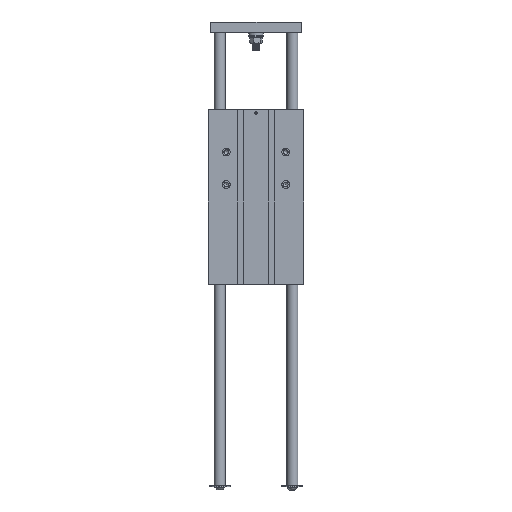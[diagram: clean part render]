
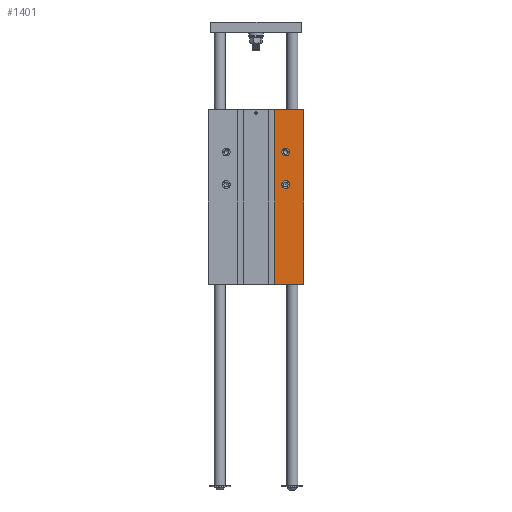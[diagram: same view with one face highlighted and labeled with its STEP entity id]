
A CAD part, front view. The second image highlights one B-rep face of the part: STEP entity #1401.
In plain terms, the highlighted planar face has unit normal (0, -1, 0).
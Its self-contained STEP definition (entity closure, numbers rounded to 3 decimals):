
#531 = ORIENTED_EDGE ( 'NONE', *, *, #20113, .F. ) ;
#1290 = VECTOR ( 'NONE', #11675, 1000. ) ;
#1401 = ADVANCED_FACE ( 'NONE', ( #27932, #9521, #9195 ), #14831, .T. ) ;
#1617 = CARTESIAN_POINT ( 'NONE',  ( 27.1, -35., -250. ) ) ;
#1761 = CIRCLE ( 'NONE', #26443, 5.5 ) ;
#2167 = CARTESIAN_POINT ( 'NONE',  ( 68., -35., 0. ) ) ;
#2488 = EDGE_CURVE ( 'NONE', #16780, #9204, #30891, .T. ) ;
#2531 = VERTEX_POINT ( 'NONE', #23488 ) ;
#2897 = VERTEX_POINT ( 'NONE', #19175 ) ;
#4362 = VERTEX_POINT ( 'NONE', #19284 ) ;
#5168 = VECTOR ( 'NONE', #12757, 1000. ) ;
#6672 = CARTESIAN_POINT ( 'NONE',  ( -68.5, -35., 0. ) ) ;
#7346 = DIRECTION ( 'NONE',  ( 0., 0., -1. ) ) ;
#8090 = ORIENTED_EDGE ( 'NONE', *, *, #25294, .F. ) ;
#9105 = LINE ( 'NONE', #19736, #1290 ) ;
#9195 = FACE_OUTER_BOUND ( 'NONE', #26852, .T. ) ;
#9204 = VERTEX_POINT ( 'NONE', #2167 ) ;
#9521 = FACE_BOUND ( 'NONE', #29502, .T. ) ;
#10381 = CARTESIAN_POINT ( 'NONE',  ( 27.1, -35., -250. ) ) ;
#11661 = LINE ( 'NONE', #33133, #25349 ) ;
#11675 = DIRECTION ( 'NONE',  ( 0., 0., 1. ) ) ;
#12686 = DIRECTION ( 'NONE',  ( 0., -1., 0. ) ) ;
#12717 = VERTEX_POINT ( 'NONE', #1617 ) ;
#12757 = DIRECTION ( 'NONE',  ( 0., 0., -1. ) ) ;
#14831 = PLANE ( 'NONE',  #30233 ) ;
#15164 = DIRECTION ( 'NONE',  ( 0., 0., -1. ) ) ;
#15389 = ORIENTED_EDGE ( 'NONE', *, *, #2488, .F. ) ;
#16004 = ORIENTED_EDGE ( 'NONE', *, *, #20390, .T. ) ;
#16197 = EDGE_LOOP ( 'NONE', ( #531 ) ) ;
#16780 = VERTEX_POINT ( 'NONE', #19415 ) ;
#16819 = ORIENTED_EDGE ( 'NONE', *, *, #32165, .T. ) ;
#17643 = DIRECTION ( 'NONE',  ( 1., 0., 0. ) ) ;
#17685 = VECTOR ( 'NONE', #17643, 1000. ) ;
#17726 = CARTESIAN_POINT ( 'NONE',  ( 42.5, -35., -107.25 ) ) ;
#18838 = CIRCLE ( 'NONE', #25483, 5.5 ) ;
#19175 = CARTESIAN_POINT ( 'NONE',  ( 42.5, -35., -112.75 ) ) ;
#19284 = CARTESIAN_POINT ( 'NONE',  ( 68., -35., -250. ) ) ;
#19415 = CARTESIAN_POINT ( 'NONE',  ( 27.1, -35., 0. ) ) ;
#19736 = CARTESIAN_POINT ( 'NONE',  ( 68., -35., -250. ) ) ;
#20113 = EDGE_CURVE ( 'NONE', #2897, #2897, #1761, .T. ) ;
#20390 = EDGE_CURVE ( 'NONE', #12717, #4362, #11661, .T. ) ;
#22412 = DIRECTION ( 'NONE',  ( 0., -1., 0. ) ) ;
#23488 = CARTESIAN_POINT ( 'NONE',  ( 42.5, -35., -66.25 ) ) ;
#23584 = LINE ( 'NONE', #10381, #5168 ) ;
#24589 = ORIENTED_EDGE ( 'NONE', *, *, #30261, .T. ) ;
#25294 = EDGE_CURVE ( 'NONE', #2531, #2531, #18838, .T. ) ;
#25330 = CARTESIAN_POINT ( 'NONE',  ( -68.5, -35., -250. ) ) ;
#25349 = VECTOR ( 'NONE', #30569, 1000. ) ;
#25483 = AXIS2_PLACEMENT_3D ( 'NONE', #30896, #12686, #7346 ) ;
#26443 = AXIS2_PLACEMENT_3D ( 'NONE', #17726, #28248, #15164 ) ;
#26852 = EDGE_LOOP ( 'NONE', ( #15389, #16819, #16004, #24589 ) ) ;
#27932 = FACE_BOUND ( 'NONE', #16197, .T. ) ;
#28248 = DIRECTION ( 'NONE',  ( 0., -1., 0. ) ) ;
#29502 = EDGE_LOOP ( 'NONE', ( #8090 ) ) ;
#30233 = AXIS2_PLACEMENT_3D ( 'NONE', #25330, #22412, #32899 ) ;
#30261 = EDGE_CURVE ( 'NONE', #4362, #9204, #9105, .T. ) ;
#30569 = DIRECTION ( 'NONE',  ( 1., 0., 0. ) ) ;
#30891 = LINE ( 'NONE', #6672, #17685 ) ;
#30896 = CARTESIAN_POINT ( 'NONE',  ( 42.5, -35., -60.75 ) ) ;
#32165 = EDGE_CURVE ( 'NONE', #16780, #12717, #23584, .T. ) ;
#32899 = DIRECTION ( 'NONE',  ( 0., 0., -1. ) ) ;
#33133 = CARTESIAN_POINT ( 'NONE',  ( -68.5, -35., -250. ) ) ;
